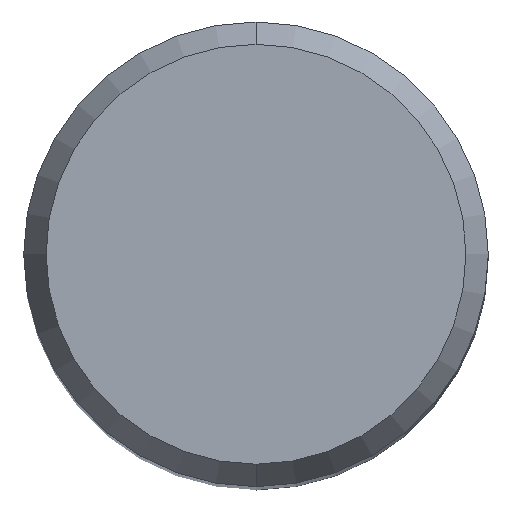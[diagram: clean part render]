
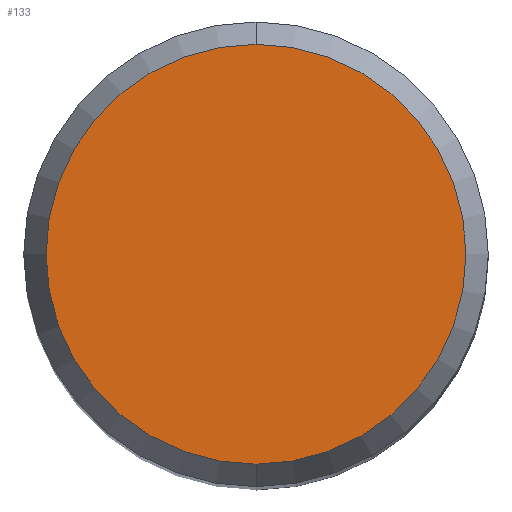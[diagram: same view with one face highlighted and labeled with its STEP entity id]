
A CAD part, top view. The second image highlights one B-rep face of the part: STEP entity #133.
In plain terms, the highlighted planar face has unit normal (0, 0, 1).
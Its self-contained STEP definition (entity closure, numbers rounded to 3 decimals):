
#133=ADVANCED_FACE('',(#336),#337,.T.);
#145=VERTEX_POINT('',#351);
#161=EDGE_CURVE('',#169,#145,#372,.T.);
#169=VERTEX_POINT('',#381);
#185=EDGE_CURVE('',#145,#169,#398,.T.);
#336=FACE_OUTER_BOUND('',#560,.T.);
#337=PLANE('',#561);
#351=CARTESIAN_POINT('',(0.0,4.304,0.01));
#372=CIRCLE('',#603,4.304);
#381=CARTESIAN_POINT('',(0.,-4.304,0.01));
#398=CIRCLE('',#639,4.304);
#560=EDGE_LOOP('',(#820,#821));
#561=AXIS2_PLACEMENT_3D('',#822,#823,#824);
#603=AXIS2_PLACEMENT_3D('',#870,#871,#872);
#639=AXIS2_PLACEMENT_3D('',#906,#907,#908);
#820=ORIENTED_EDGE('',*,*,#185,.F.);
#821=ORIENTED_EDGE('',*,*,#161,.F.);
#822=CARTESIAN_POINT('',(0.0,2.152,0.01));
#823=DIRECTION('',(-0.0,0.0,1.0));
#824=DIRECTION('',(0.0,-1.0,0.0));
#870=CARTESIAN_POINT('',(0.0,0.0,0.01));
#871=DIRECTION('',(0.0,0.0,-1.0));
#872=DIRECTION('',(0.0,1.0,0.0));
#906=CARTESIAN_POINT('',(0.0,0.0,0.01));
#907=DIRECTION('',(0.0,0.0,-1.0));
#908=DIRECTION('',(0.0,1.0,0.0));
